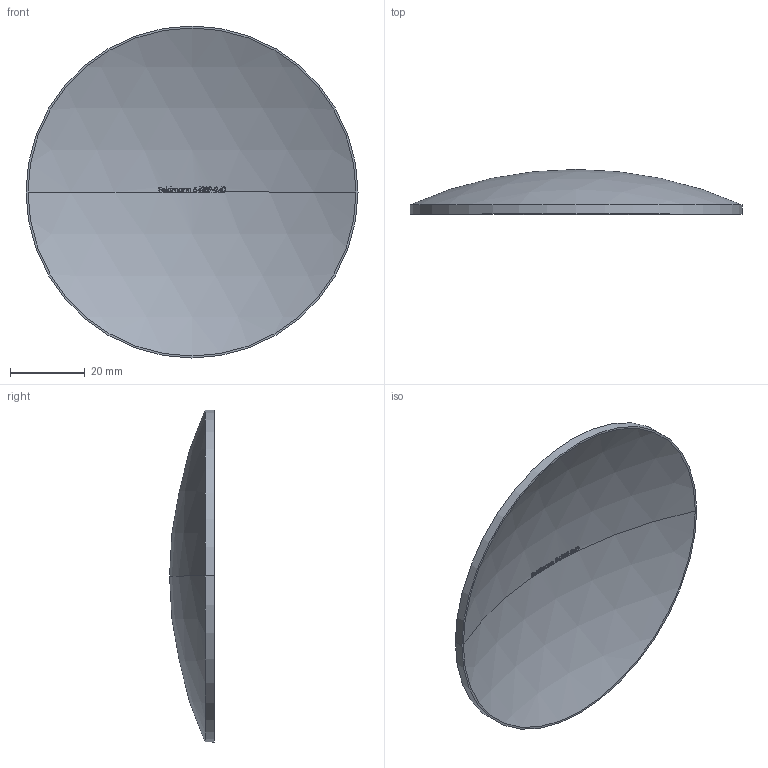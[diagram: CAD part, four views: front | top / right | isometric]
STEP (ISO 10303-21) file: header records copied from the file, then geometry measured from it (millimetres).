
FILE_DESCRIPTION (( 'STEP AP203' ), '1' );
FILE_NAME ('54289-240.step', '2018-12-11T12:11:27', ( '' ), ( '' ), 'SwSTEP 2.0', 'SolidWorks 2015', '' );
FILE_SCHEMA (( 'CONFIG_CONTROL_DESIGN' ));
Length unit declared in the file: millimetre
Products named in the file (1): 54289-240
Bounding box: 89 x 12 x 89 mm (x, y, z)
Volume: 16261.1 mm3; surface area: 13718.1 mm2
Topology: 1 solids, 1 shells, 254 faces, 693 edges, 452 vertices
Faces by surface type: plane 106, bspline 103, sphere 43, cylinder 2
Entity records: 13455 total; most frequent: CARTESIAN_POINT 7549, ORIENTED_EDGE 1386, DIRECTION 972, EDGE_CURVE 693, VERTEX_POINT 452, AXIS2_PLACEMENT_3D 381, EDGE_LOOP 265, B_SPLINE_CURVE_WITH_KNOTS 254
